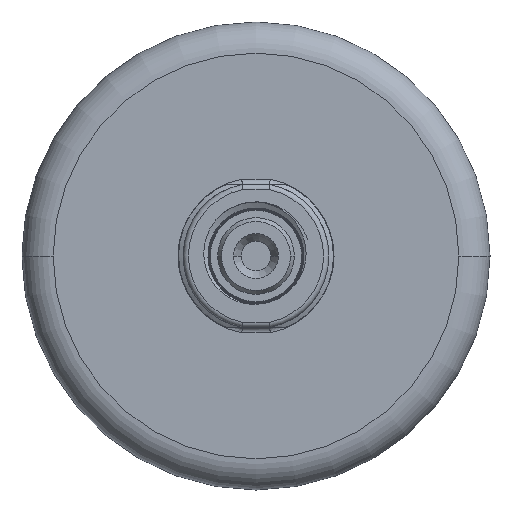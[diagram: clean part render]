
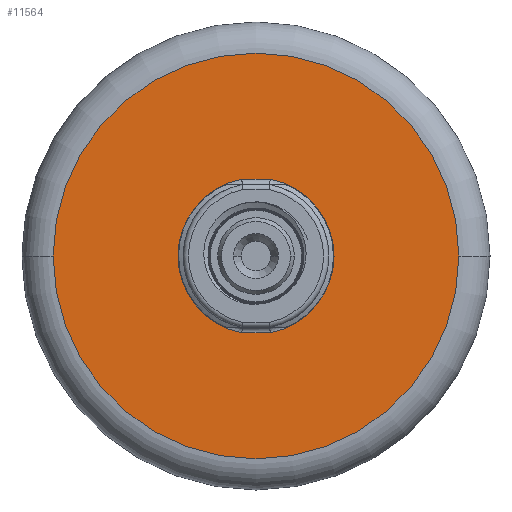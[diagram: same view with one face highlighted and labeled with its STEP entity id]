
A CAD part, front view. The second image highlights one B-rep face of the part: STEP entity #11564.
In plain terms, the highlighted planar face has unit normal (0, -1, 0).
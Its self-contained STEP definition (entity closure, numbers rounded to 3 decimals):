
#2=CARTESIAN_POINT('',(0.,0.,0.));
#3=DIRECTION('',(0.,-1.,0.));
#4=DIRECTION('',(1.,0.,0.));
#5=AXIS2_PLACEMENT_3D('',#2,#3,#4);
#7=CARTESIAN_POINT('',(0.,0.,0.));
#8=DIRECTION('',(0.,-1.,0.));
#9=DIRECTION('',(-1.,0.,0.));
#10=AXIS2_PLACEMENT_3D('',#7,#8,#9);
#12=DIRECTION('',(1.,0.,0.));
#13=VECTOR('',#12,5.454);
#14=CARTESIAN_POINT('',(-2.727,0.,-14.75));
#15=LINE('',#14,#13);
#16=DIRECTION('',(-1.,0.,0.));
#17=VECTOR('',#16,5.454);
#18=CARTESIAN_POINT('',(2.727,0.,14.75));
#19=LINE('',#18,#17);
#10786=CARTESIAN_POINT('',(2.727,0.,-14.75));
#10822=CARTESIAN_POINT('',(-2.727,0.,-14.75));
#10829=CARTESIAN_POINT('',(0.,0.,0.));
#10830=DIRECTION('',(0.,1.,0.));
#10831=DIRECTION('',(0.182,0.,0.983));
#10832=AXIS2_PLACEMENT_3D('',#10829,#10830,#10831);
#10851=CARTESIAN_POINT('',(2.727,0.,14.75));
#10877=CARTESIAN_POINT('',(0.,0.,0.));
#10878=DIRECTION('',(0.,1.,0.));
#10879=DIRECTION('',(-0.182,0.,-0.983));
#10880=AXIS2_PLACEMENT_3D('',#10877,#10878,#10879);
#10907=CARTESIAN_POINT('',(39.,0.,0.));
#10908=CARTESIAN_POINT('',(-39.,0.,0.));
#10909=VERTEX_POINT('',#10907);
#10910=VERTEX_POINT('',#10908);
#10992=VERTEX_POINT('',#10851);
#10993=VERTEX_POINT('',#10786);
#10996=VERTEX_POINT('',#10822);
#11234=CARTESIAN_POINT('',(-2.727,0.,14.75));
#11235=VERTEX_POINT('',#11234);
#11543=CARTESIAN_POINT('',(0.,0.,0.));
#11544=DIRECTION('',(0.,1.,0.));
#11545=DIRECTION('',(-1.,0.,0.));
#11546=AXIS2_PLACEMENT_3D('',#11543,#11544,#11545);
#11547=PLANE('',#11546);
#11549=ORIENTED_EDGE('',*,*,#11548,.F.);
#11551=ORIENTED_EDGE('',*,*,#11550,.F.);
#11552=EDGE_LOOP('',(#11549,#11551));
#11553=FACE_OUTER_BOUND('',#11552,.F.);
#11555=ORIENTED_EDGE('',*,*,#11554,.F.);
#11557=ORIENTED_EDGE('',*,*,#11556,.T.);
#11559=ORIENTED_EDGE('',*,*,#11558,.F.);
#11561=ORIENTED_EDGE('',*,*,#11560,.T.);
#11562=EDGE_LOOP('',(#11555,#11557,#11559,#11561));
#11563=FACE_BOUND('',#11562,.F.);
#11564=ADVANCED_FACE('',(#11553,#11563),#11547,.F.);
#6=CIRCLE('',#5,39.);
#11=CIRCLE('',#10,39.);
#10833=CIRCLE('',#10832,15.);
#10881=CIRCLE('',#10880,15.);
#11548=EDGE_CURVE('',#10909,#10910,#6,.T.);
#11550=EDGE_CURVE('',#10910,#10909,#11,.T.);
#11554=EDGE_CURVE('',#10996,#11235,#10881,.T.);
#11556=EDGE_CURVE('',#10996,#10993,#15,.T.);
#11558=EDGE_CURVE('',#10992,#10993,#10833,.T.);
#11560=EDGE_CURVE('',#10992,#11235,#19,.T.);
